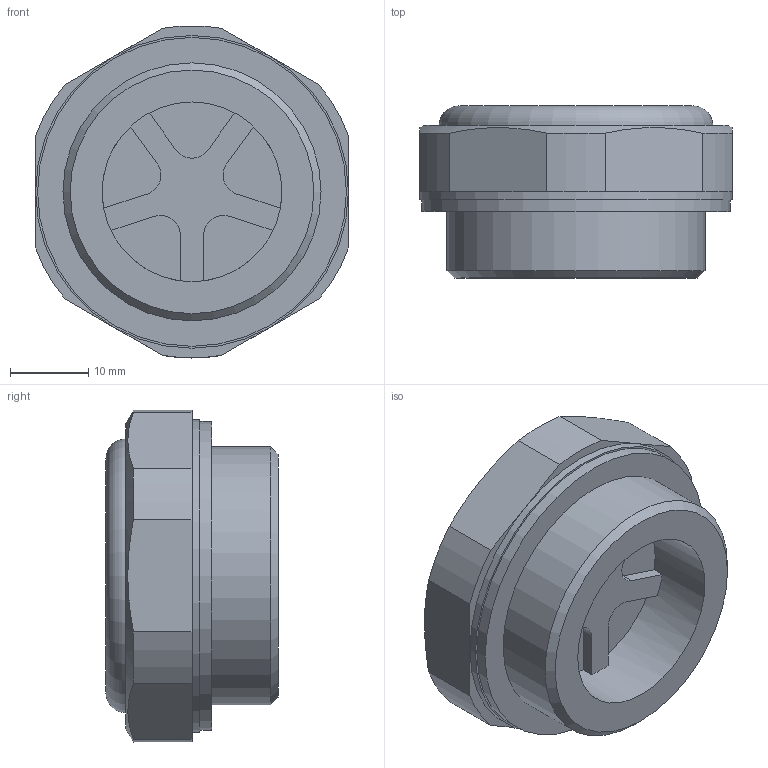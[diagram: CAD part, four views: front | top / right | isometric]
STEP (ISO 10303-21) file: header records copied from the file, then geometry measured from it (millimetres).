
FILE_DESCRIPTION( ( 'STEP AP214' ), '1' );
FILE_NAME( 'K0246.423315.stp', '2020-11-26T14:38:15', ( '' ), ( '' ), ' ', 'PARTsolutions', ' ' );
FILE_SCHEMA( ( 'AUTOMOTIVE_DESIGN { 1 0 10303 214 1 1 1 1 }' ) );
Length unit declared in the file: millimetre
Products named in the file (1): _K0246.423315
Bounding box: 40 x 22 x 42.46 mm (x, y, z)
Volume: 18513.6 mm3; surface area: 5976.1 mm2
Topology: 1 solids, 1 shells, 55 faces, 135 edges, 87 vertices
Faces by surface type: plane 34, cylinder 16, cone 3, torus 2
Full cylindrical faces by diameter (mm): 22.8 x1, 23 x1, 33 x1, 39.5 x1, 40 x1
Entity records: 2062 total; most frequent: CARTESIAN_POINT 328, DIRECTION 280, ORIENTED_EDGE 244, EDGE_CURVE 122, AXIS2_PLACEMENT_3D 108, VERTEX_POINT 84, EDGE_LOOP 70, LINE 64
